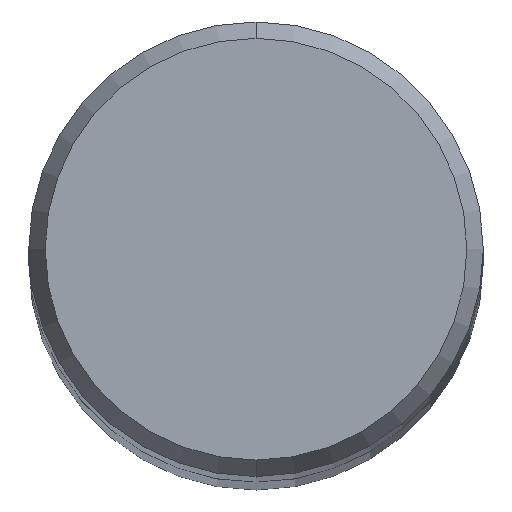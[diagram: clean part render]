
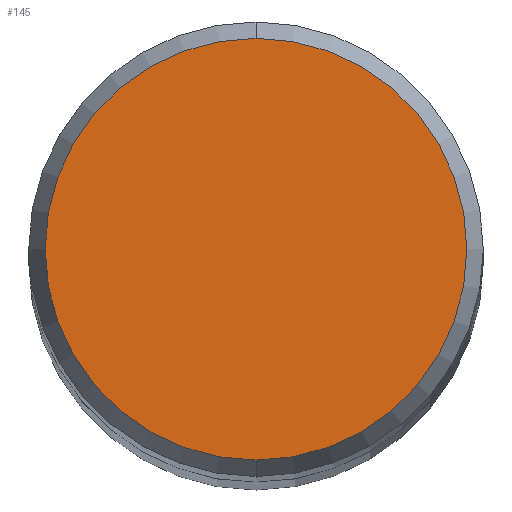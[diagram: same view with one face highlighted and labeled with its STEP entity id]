
A CAD part, top view. The second image highlights one B-rep face of the part: STEP entity #145.
In plain terms, the highlighted planar face has unit normal (0, 0, 1).
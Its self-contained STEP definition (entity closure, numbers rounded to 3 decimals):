
#135=VERTEX_POINT('',#260);
#145=ADVANCED_FACE('',(#270),#271,.T.);
#155=EDGE_CURVE('',#135,#177,#283,.T.);
#175=EDGE_CURVE('',#177,#135,#306,.T.);
#177=VERTEX_POINT('',#308);
#260=CARTESIAN_POINT('',(0.,-5.892,0.0));
#270=FACE_OUTER_BOUND('',#411,.T.);
#271=PLANE('',#412);
#283=CIRCLE('',#429,5.892);
#306=CIRCLE('',#460,5.892);
#308=CARTESIAN_POINT('',(0.0,5.892,0.0));
#411=EDGE_LOOP('',(#544,#545));
#412=AXIS2_PLACEMENT_3D('',#546,#547,#548);
#429=AXIS2_PLACEMENT_3D('',#567,#568,#569);
#460=AXIS2_PLACEMENT_3D('',#602,#603,#604);
#544=ORIENTED_EDGE('',*,*,#175,.F.);
#545=ORIENTED_EDGE('',*,*,#155,.F.);
#546=CARTESIAN_POINT('',(0.0,2.946,0.0));
#547=DIRECTION('',(-0.0,0.0,1.0));
#548=DIRECTION('',(0.0,-1.0,0.0));
#567=CARTESIAN_POINT('',(0.0,0.0,0.0));
#568=DIRECTION('',(0.0,0.0,-1.0));
#569=DIRECTION('',(0.0,1.0,0.0));
#602=CARTESIAN_POINT('',(0.0,0.0,0.0));
#603=DIRECTION('',(0.0,0.0,-1.0));
#604=DIRECTION('',(0.0,1.0,0.0));
